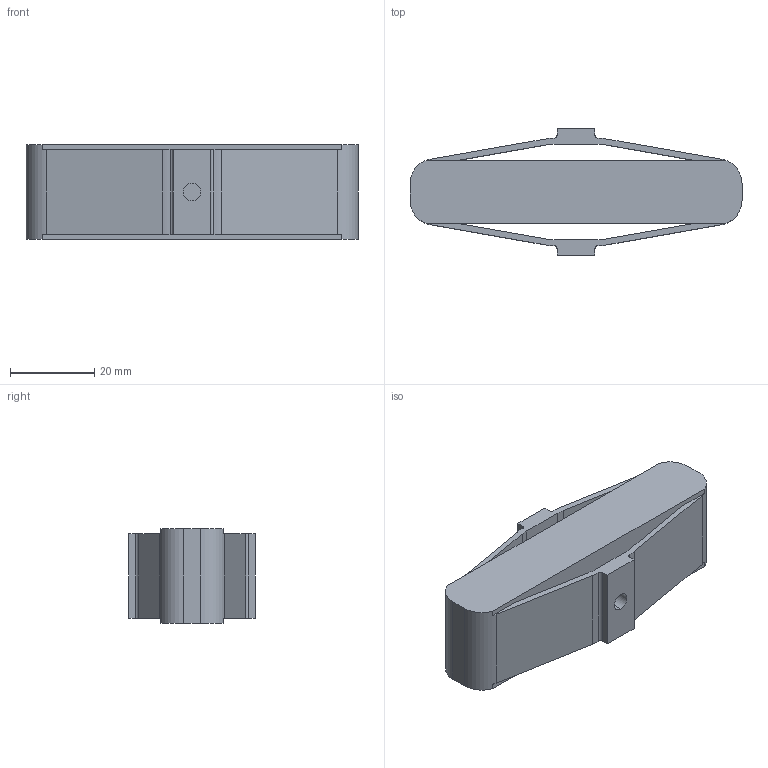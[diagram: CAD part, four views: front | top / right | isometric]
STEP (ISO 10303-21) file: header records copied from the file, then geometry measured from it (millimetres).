
FILE_DESCRIPTION (( 'STEP AP214' ), '1' );
FILE_NAME ('013215_PAss APA300ML 02.STEP', '2015-10-08T14:16:41', ( 'adminc' ), ( '' ), 'SwSTEP 2.0', 'SolidWorks 2015', '' );
FILE_SCHEMA (( 'AUTOMOTIVE_DESIGN' ));
Length unit declared in the file: millimetre
Products named in the file (1): 013215_PAss APA300ML 02
Bounding box: 78.79 x 30 x 22.5 mm (x, y, z)
Volume: 30416.6 mm3; surface area: 11524.2 mm2
Topology: 1 solids, 1 shells, 46 faces, 144 edges, 96 vertices
Faces by surface type: plane 26, cylinder 20
Entity records: 1710 total; most frequent: ORIENTED_EDGE 288, CARTESIAN_POINT 287, DIRECTION 286, EDGE_CURVE 144, LINE 96, VECTOR 96, VERTEX_POINT 96, AXIS2_PLACEMENT_3D 95
